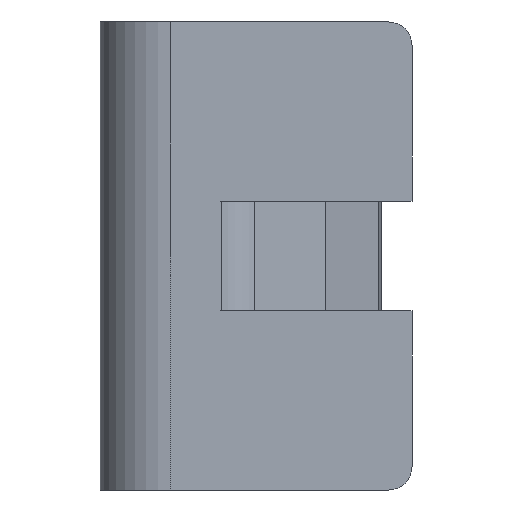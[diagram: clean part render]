
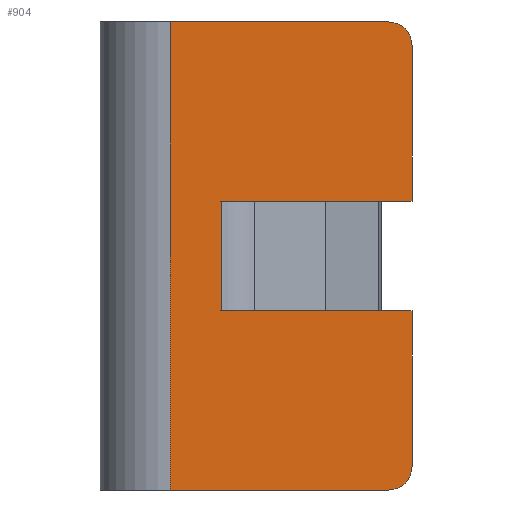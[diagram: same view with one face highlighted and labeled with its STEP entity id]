
A CAD part, front view. The second image highlights one B-rep face of the part: STEP entity #904.
In plain terms, the highlighted planar face has unit normal (0, -1, 0).
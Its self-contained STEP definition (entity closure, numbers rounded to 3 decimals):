
#129=DIRECTION('',(1.,0.,0.));
#130=VECTOR('',#129,14.);
#131=CARTESIAN_POINT('',(-15.5,0.,15.));
#132=LINE('',#131,#130);
#133=DIRECTION('',(0.,0.,1.));
#134=VECTOR('',#133,30.);
#135=CARTESIAN_POINT('',(-15.5,0.,-15.));
#136=LINE('',#135,#134);
#137=CARTESIAN_POINT('',(-1.5,0.,13.5));
#138=DIRECTION('',(0.,-1.,0.));
#139=DIRECTION('',(1.,0.,0.));
#140=AXIS2_PLACEMENT_3D('',#137,#138,#139);
#142=DIRECTION('',(0.,0.,1.));
#143=VECTOR('',#142,9.99);
#144=CARTESIAN_POINT('',(0.,0.,3.51));
#145=LINE('',#144,#143);
#146=DIRECTION('',(1.,0.,0.));
#147=VECTOR('',#146,12.25);
#148=CARTESIAN_POINT('',(-12.25,0.,3.51));
#149=LINE('',#148,#147);
#150=DIRECTION('',(0.,0.,1.));
#151=VECTOR('',#150,0.01);
#152=CARTESIAN_POINT('',(-12.25,0.,3.5));
#153=LINE('',#152,#151);
#154=DIRECTION('',(-1.,0.,0.));
#155=VECTOR('',#154,0.009);
#156=CARTESIAN_POINT('',(-12.241,0.,3.5));
#157=LINE('',#156,#155);
#158=DIRECTION('',(1.,0.,0.));
#159=VECTOR('',#158,0.009);
#160=CARTESIAN_POINT('',(-12.25,0.,-3.5));
#161=LINE('',#160,#159);
#162=DIRECTION('',(0.,0.,1.));
#163=VECTOR('',#162,0.01);
#164=CARTESIAN_POINT('',(-12.25,0.,-3.51));
#165=LINE('',#164,#163);
#166=DIRECTION('',(-1.,0.,0.));
#167=VECTOR('',#166,12.25);
#168=CARTESIAN_POINT('',(0.,0.,-3.51));
#169=LINE('',#168,#167);
#170=DIRECTION('',(0.,0.,1.));
#171=VECTOR('',#170,9.99);
#172=CARTESIAN_POINT('',(0.,0.,-13.5));
#173=LINE('',#172,#171);
#174=CARTESIAN_POINT('',(-1.5,0.,-13.5));
#175=DIRECTION('',(0.,-1.,0.));
#176=DIRECTION('',(0.,0.,-1.));
#177=AXIS2_PLACEMENT_3D('',#174,#175,#176);
#179=DIRECTION('',(1.,0.,0.));
#180=VECTOR('',#179,14.);
#181=CARTESIAN_POINT('',(-15.5,0.,-15.));
#182=LINE('',#181,#180);
#459=DIRECTION('',(0.,0.,-1.));
#460=VECTOR('',#459,7.);
#461=CARTESIAN_POINT('',(-12.241,0.,3.5));
#462=LINE('',#461,#460);
#543=CARTESIAN_POINT('',(-12.25,0.,-3.5));
#545=VERTEX_POINT('',#543);
#573=CARTESIAN_POINT('',(-15.5,0.,15.));
#574=CARTESIAN_POINT('',(-1.5,0.,15.));
#575=VERTEX_POINT('',#573);
#576=VERTEX_POINT('',#574);
#577=CARTESIAN_POINT('',(0.,0.,-3.51));
#579=VERTEX_POINT('',#577);
#581=CARTESIAN_POINT('',(-1.5,0.,-15.));
#583=VERTEX_POINT('',#581);
#603=CARTESIAN_POINT('',(0.,0.,-13.5));
#604=VERTEX_POINT('',#603);
#606=CARTESIAN_POINT('',(-12.241,0.,-3.5));
#608=VERTEX_POINT('',#606);
#639=CARTESIAN_POINT('',(-12.25,0.,3.5));
#640=VERTEX_POINT('',#639);
#653=CARTESIAN_POINT('',(-12.25,0.,3.51));
#654=VERTEX_POINT('',#653);
#659=CARTESIAN_POINT('',(-12.25,0.,-3.51));
#660=VERTEX_POINT('',#659);
#663=CARTESIAN_POINT('',(-12.241,0.,3.5));
#664=VERTEX_POINT('',#663);
#681=CARTESIAN_POINT('',(-15.5,0.,-15.));
#682=VERTEX_POINT('',#681);
#683=CARTESIAN_POINT('',(0.,0.,3.51));
#684=CARTESIAN_POINT('',(0.,0.,13.5));
#685=VERTEX_POINT('',#683);
#686=VERTEX_POINT('',#684);
#870=CARTESIAN_POINT('',(0.,0.,15.));
#871=DIRECTION('',(0.,-1.,0.));
#872=DIRECTION('',(1.,0.,0.));
#873=AXIS2_PLACEMENT_3D('',#870,#871,#872);
#874=PLANE('',#873);
#876=ORIENTED_EDGE('',*,*,#875,.T.);
#877=ORIENTED_EDGE('',*,*,#860,.T.);
#879=ORIENTED_EDGE('',*,*,#878,.F.);
#881=ORIENTED_EDGE('',*,*,#880,.F.);
#883=ORIENTED_EDGE('',*,*,#882,.F.);
#885=ORIENTED_EDGE('',*,*,#884,.F.);
#887=ORIENTED_EDGE('',*,*,#886,.F.);
#889=ORIENTED_EDGE('',*,*,#888,.T.);
#891=ORIENTED_EDGE('',*,*,#890,.F.);
#893=ORIENTED_EDGE('',*,*,#892,.F.);
#895=ORIENTED_EDGE('',*,*,#894,.F.);
#897=ORIENTED_EDGE('',*,*,#896,.F.);
#899=ORIENTED_EDGE('',*,*,#898,.F.);
#901=ORIENTED_EDGE('',*,*,#900,.F.);
#902=EDGE_LOOP('',(#876,#877,#879,#881,#883,#885,#887,#889,#891,#893,#895,#897,
#899,#901));
#903=FACE_OUTER_BOUND('',#902,.F.);
#904=ADVANCED_FACE('',(#903),#874,.T.);
#141=CIRCLE('',#140,1.5);
#178=CIRCLE('',#177,1.5);
#860=EDGE_CURVE('',#575,#576,#132,.T.);
#875=EDGE_CURVE('',#682,#575,#136,.T.);
#878=EDGE_CURVE('',#686,#576,#141,.T.);
#880=EDGE_CURVE('',#685,#686,#145,.T.);
#882=EDGE_CURVE('',#654,#685,#149,.T.);
#884=EDGE_CURVE('',#640,#654,#153,.T.);
#886=EDGE_CURVE('',#664,#640,#157,.T.);
#888=EDGE_CURVE('',#664,#608,#462,.T.);
#890=EDGE_CURVE('',#545,#608,#161,.T.);
#892=EDGE_CURVE('',#660,#545,#165,.T.);
#894=EDGE_CURVE('',#579,#660,#169,.T.);
#896=EDGE_CURVE('',#604,#579,#173,.T.);
#898=EDGE_CURVE('',#583,#604,#178,.T.);
#900=EDGE_CURVE('',#682,#583,#182,.T.);
